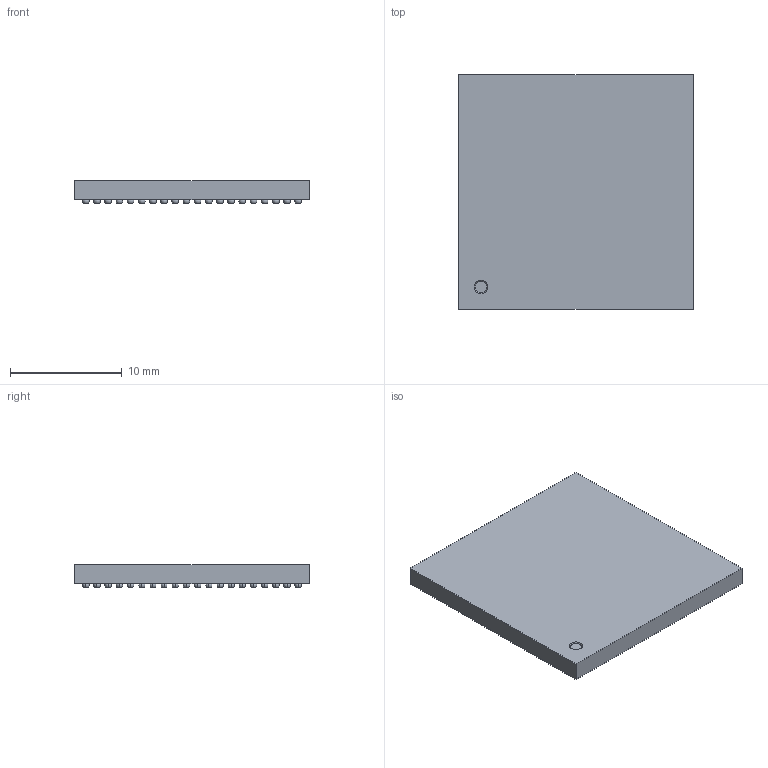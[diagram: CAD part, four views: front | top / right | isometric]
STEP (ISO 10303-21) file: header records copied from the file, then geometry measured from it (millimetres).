
FILE_DESCRIPTION (( 'STEP AP214' ), '1' );
FILE_NAME ('BGA400C100P20X20.STEP', '2019-03-17T17:22:35', ( '' ), ( '' ), 'SwSTEP 2.0', 'SolidWorks 2017', '' );
FILE_SCHEMA (( 'AUTOMOTIVE_DESIGN' ));
Length unit declared in the file: millimetre
Products named in the file (1): BGA400C100P20X20
Bounding box: 21 x 21 x 2 mm (x, y, z)
Volume: 778.9 mm3; surface area: 1239.6 mm2
Topology: 1 solids, 1 shells, 1209 faces, 2418 edges, 1612 vertices
Faces by surface type: torus 800, plane 407, cone 2
Entity records: 46369 total; most frequent: DIRECTION 7242, CARTESIAN_POINT 5240, ORIENTED_EDGE 4836, AXIS2_PLACEMENT_3D 3614, EDGE_CURVE 2418, CIRCLE 2404, VERTEX_POINT 1612, EDGE_LOOP 1610
